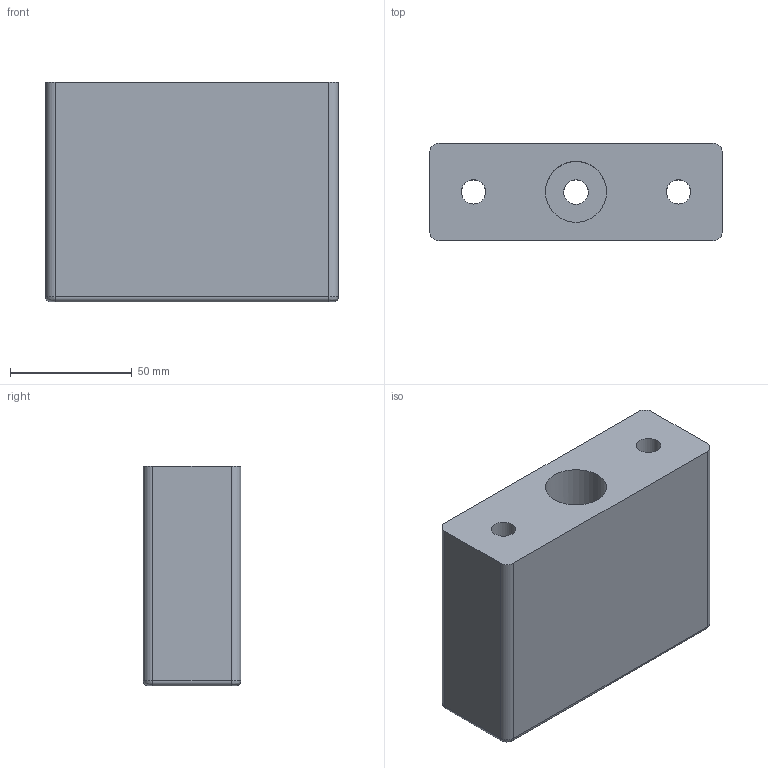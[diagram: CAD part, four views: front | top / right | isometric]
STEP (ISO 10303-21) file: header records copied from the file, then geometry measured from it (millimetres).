
FILE_DESCRIPTION(/* description */ (''),/* implementation_level */ '2;1');
FILE_NAME(/* name */ 'Clamper v5.step',/* time_stamp */ '2023-07-15T16:13:27-07:00',/* author */ (''),/* organization */ (''),/* preprocessor_version */ 'ST-DEVELOPER v19.2',/* originating_system */ 'Autodesk Translation Framework v12.6.0.85',/* authorisation */ '');
FILE_SCHEMA (('AUTOMOTIVE_DESIGN { 1 0 10303 214 3 1 1 }'));
Length unit declared in the file: millimetre
Products named in the file (2): Clamper; Clamper Unit
Assembly tree (1 placements, depth 2):
  Clamper
    Clamper Unit
Bounding box: 120 x 40 x 90 mm (x, y, z)
Volume: 352794.2 mm3; surface area: 53861.6 mm2
Topology: 1 solids, 1 shells, 47 faces, 115 edges, 74 vertices
Faces by surface type: plane 26, cylinder 16, bspline 5
Full cylindrical faces by diameter (mm): 10 x6, 11.5 x1, 25 x1
Entity records: 1616 total; most frequent: CARTESIAN_POINT 418, DIRECTION 238, ORIENTED_EDGE 230, EDGE_CURVE 115, AXIS2_PLACEMENT_3D 81, LINE 76, VECTOR 76, VERTEX_POINT 74
